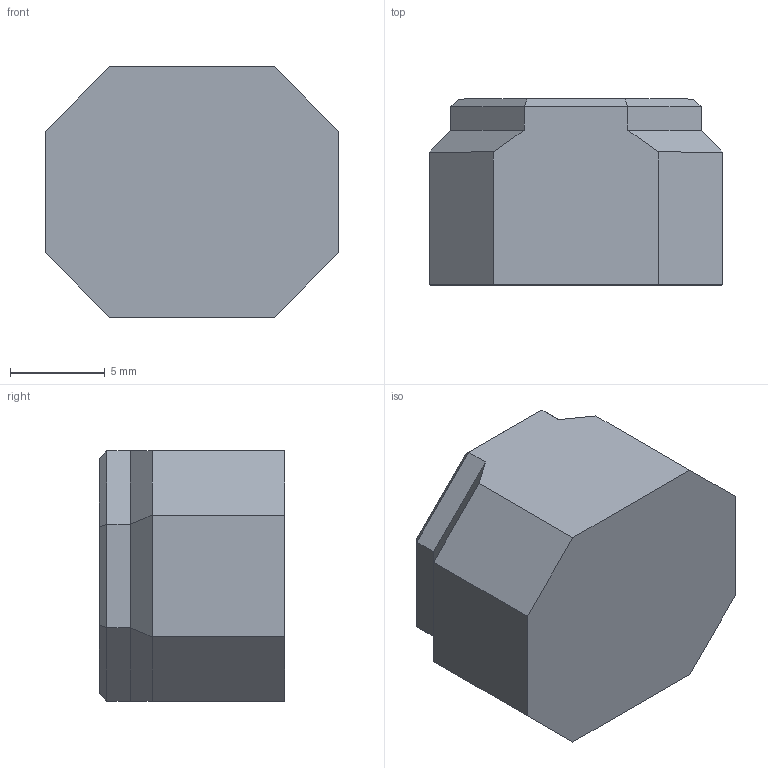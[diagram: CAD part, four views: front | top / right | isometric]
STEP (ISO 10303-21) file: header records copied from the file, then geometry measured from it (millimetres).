
FILE_DESCRIPTION(/* description */ (''),/* implementation_level */ '2;1');
FILE_NAME(/* name */ 'Small Bolt-lock Nub.step',/* time_stamp */ '2025-07-06T20:53:00+01:00',/* author */ (''),/* organization */ (''),/* preprocessor_version */ 'ST-DEVELOPER v20.1',/* originating_system */ 'Autodesk Translation Framework v14.10.0.0',/* authorisation */ '');
FILE_SCHEMA (('AUTOMOTIVE_DESIGN { 1 0 10303 214 3 1 1 }'));
Length unit declared in the file: millimetre
Products named in the file (1): Horizontal
Bounding box: 15.5 x 9.8 x 13.2 mm (x, y, z)
Volume: 1397.7 mm3; surface area: 981.3 mm2
Topology: 1 solids, 1 shells, 73 faces, 193 edges, 123 vertices
Faces by surface type: plane 47, bspline 16, cylinder 6, cone 4
Entity records: 3039 total; most frequent: CARTESIAN_POINT 1395, ORIENTED_EDGE 386, DIRECTION 246, EDGE_CURVE 193, VERTEX_POINT 123, LINE 116, VECTOR 116, EDGE_LOOP 74
